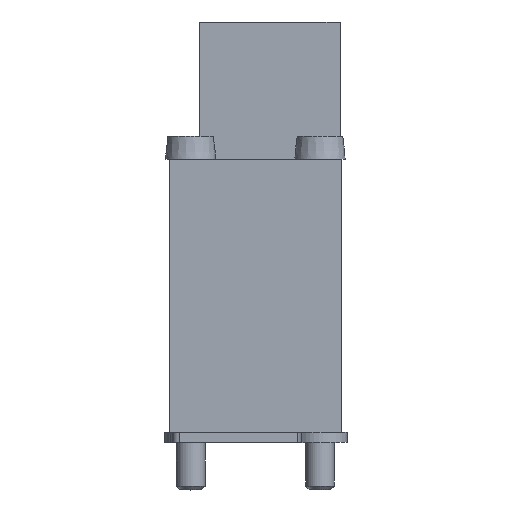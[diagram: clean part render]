
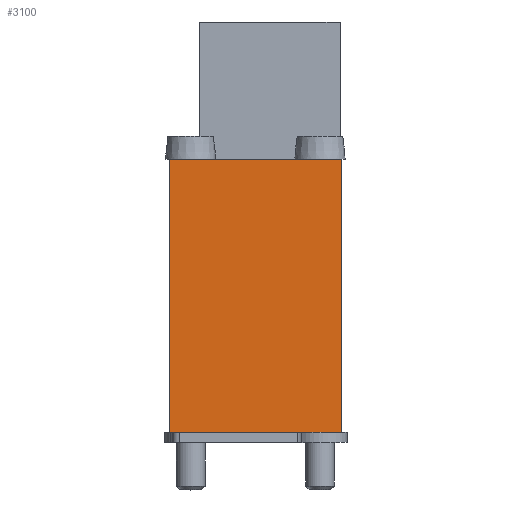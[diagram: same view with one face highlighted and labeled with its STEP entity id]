
A CAD part, top view. The second image highlights one B-rep face of the part: STEP entity #3100.
In plain terms, the highlighted planar face has unit normal (0, 0, 1).
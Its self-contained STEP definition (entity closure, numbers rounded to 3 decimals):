
#179=LINE('',#5192,#436);
#181=LINE('',#5196,#438);
#182=LINE('',#5198,#439);
#183=LINE('',#5200,#440);
#436=VECTOR('',#4211,1000.);
#438=VECTOR('',#4215,1000.);
#439=VECTOR('',#4216,1000.);
#440=VECTOR('',#4217,1000.);
#711=ORIENTED_EDGE('',*,*,#1554,.T.);
#712=ORIENTED_EDGE('',*,*,#1555,.F.);
#713=ORIENTED_EDGE('',*,*,#1556,.F.);
#714=ORIENTED_EDGE('',*,*,#1552,.T.);
#1552=EDGE_CURVE('',#1974,#1973,#179,.T.);
#1554=EDGE_CURVE('',#1973,#1975,#181,.T.);
#1555=EDGE_CURVE('',#1976,#1975,#182,.T.);
#1556=EDGE_CURVE('',#1974,#1976,#183,.T.);
#1973=VERTEX_POINT('',#5191);
#1974=VERTEX_POINT('',#5193);
#1975=VERTEX_POINT('',#5197);
#1976=VERTEX_POINT('',#5199);
#2401=EDGE_LOOP('',(#711,#712,#713,#714));
#2690=FACE_BOUND('',#2401,.T.);
#2980=PLANE('',#3821);
#3100=ADVANCED_FACE('',(#2690),#2980,.F.);
#3821=AXIS2_PLACEMENT_3D('',#5195,#4213,#4214);
#4211=DIRECTION('',(0.,-1.,0.));
#4213=DIRECTION('',(0.,0.,-1.));
#4214=DIRECTION('',(-1.,0.,0.));
#4215=DIRECTION('',(1.,0.,0.));
#4216=DIRECTION('',(0.,-1.,0.));
#4217=DIRECTION('',(1.,0.,0.));
#5191=CARTESIAN_POINT('',(-7.,0.,0.));
#5192=CARTESIAN_POINT('',(-7.,19.,0.));
#5193=CARTESIAN_POINT('',(-7.,19.,0.));
#5195=CARTESIAN_POINT('',(-7.,19.,0.));
#5196=CARTESIAN_POINT('',(-7.,0.,0.));
#5197=CARTESIAN_POINT('',(5.,0.,0.));
#5198=CARTESIAN_POINT('',(5.,19.,0.));
#5199=CARTESIAN_POINT('',(5.,19.,0.));
#5200=CARTESIAN_POINT('',(-7.,19.,0.));
